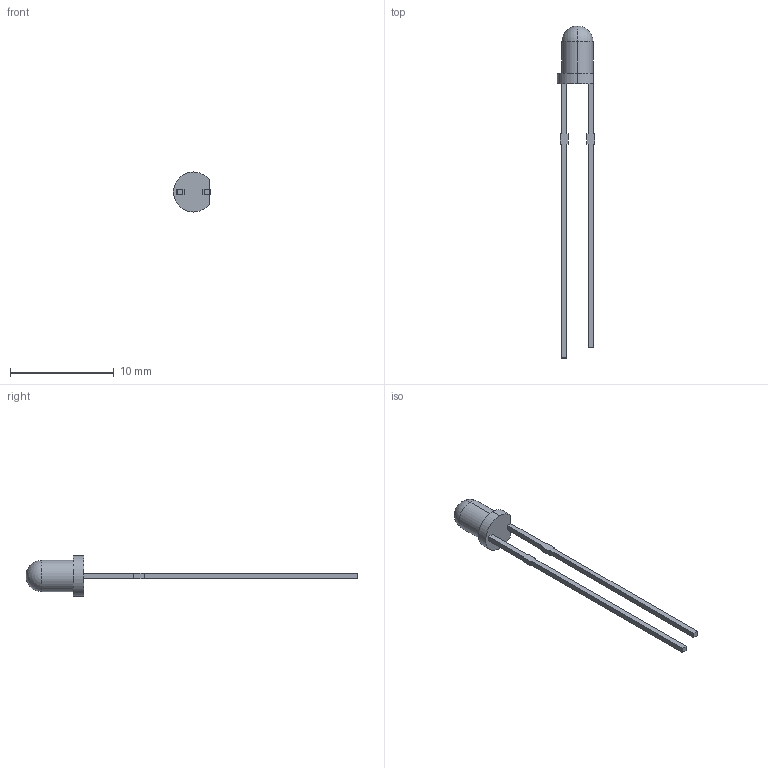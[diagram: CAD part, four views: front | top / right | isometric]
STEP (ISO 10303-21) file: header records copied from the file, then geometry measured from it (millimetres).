
FILE_DESCRIPTION (( 'STEP AP214' ), '1' );
FILE_NAME ('151031SS04000.STEP', '2024-02-13T22:27:23', ( '' ), ( '' ), 'SwSTEP 2.0', 'SolidWorks 2021', '' );
FILE_SCHEMA (( 'AUTOMOTIVE_DESIGN' ));
Length unit declared in the file: millimetre
Products named in the file (1): 151031SS04000
Bounding box: 3.57 x 31.95 x 3.85 mm (x, y, z)
Volume: 52.8 mm3; surface area: 175.8 mm2
Topology: 3 solids, 3 shells, 38 faces, 96 edges, 63 vertices
Faces by surface type: plane 31, cylinder 5, sphere 2
Entity records: 1152 total; most frequent: CARTESIAN_POINT 192, ORIENTED_EDGE 184, DIRECTION 182, EDGE_CURVE 92, VECTOR 80, LINE 80, VERTEX_POINT 61, AXIS2_PLACEMENT_3D 51
